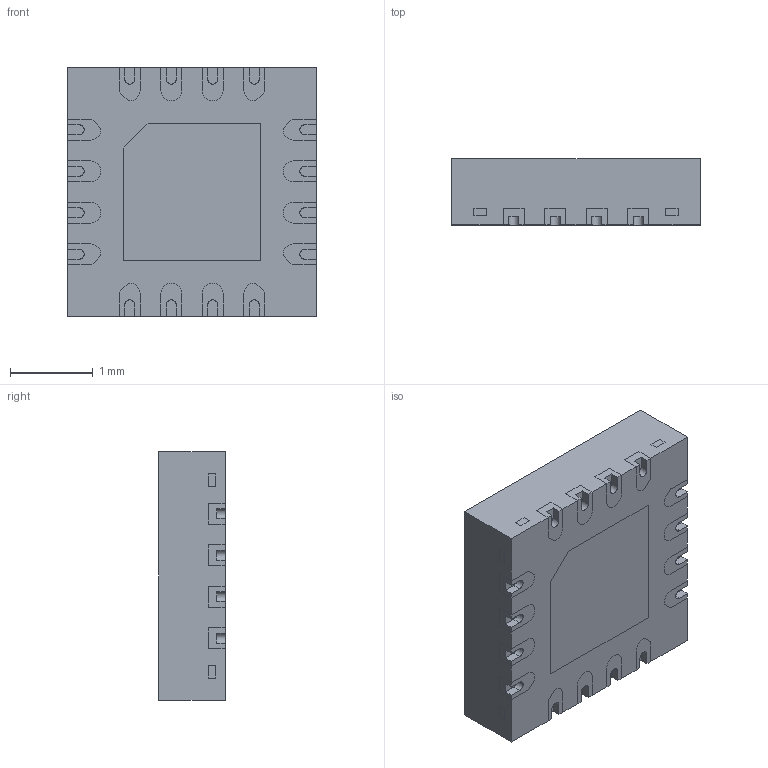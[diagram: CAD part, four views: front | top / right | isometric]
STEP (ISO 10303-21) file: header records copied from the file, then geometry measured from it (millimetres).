
FILE_DESCRIPTION(/* description */ ('Unknown'),/* implementation_level */ '2;1');
FILE_NAME(/* name */ 'SWP QFN3030A-16',/* time_stamp */ '2025-04-14T14:43:23+08:00',/* author */ ('Unknown'),/* organization */ ('Unknown'),/* preprocessor_version */ 'ST-DEVELOPER v18.102',/* originating_system */ 'Solid Edge',/* authorisation */ 'Unknown');
FILE_SCHEMA (('AUTOMOTIVE_DESIGN {1 0 10303 214 3 1 1}'));
Length unit declared in the file: millimetre
Products named in the file (3): SWP QFN3030A-16; Compound; LDF
Assembly tree (2 placements, depth 2):
  SWP QFN3030A-16
    Compound
    LDF
Bounding box: 3 x 0.8 x 3 mm (x, y, z)
Volume: 7.2 mm3; surface area: 54.5 mm2
Topology: 18 solids, 18 shells, 635 faces, 1812 edges, 1208 vertices
Faces by surface type: plane 485, cylinder 150
Entity records: 23185 total; most frequent: CARTESIAN_POINT 3658, ORIENTED_EDGE 3624, DIRECTION 3388, EDGE_CURVE 1812, LINE 1512, VECTOR 1512, VERTEX_POINT 1208, AXIS2_PLACEMENT_3D 938
